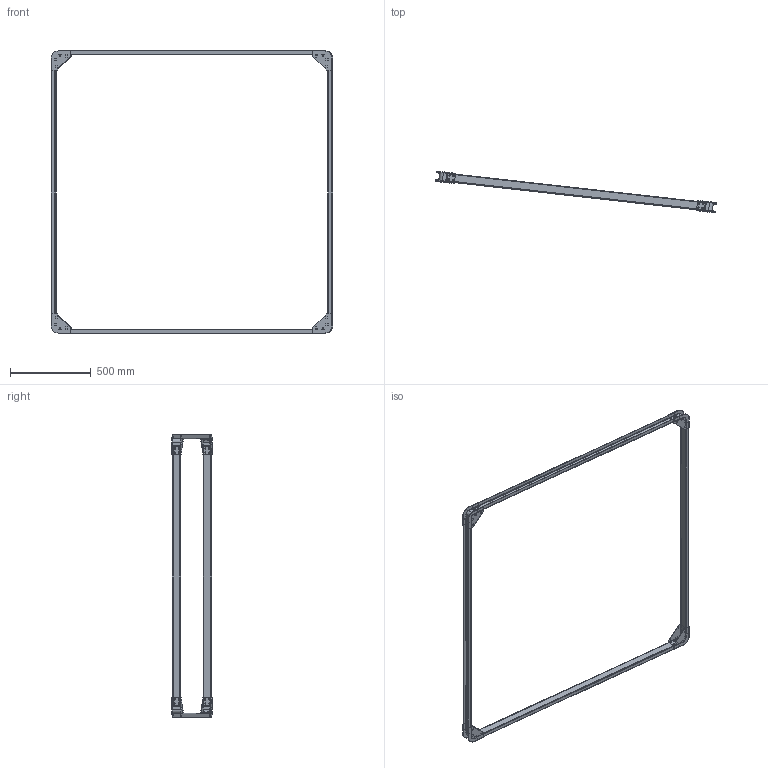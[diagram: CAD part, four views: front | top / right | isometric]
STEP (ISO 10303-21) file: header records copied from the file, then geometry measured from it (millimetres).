
FILE_DESCRIPTION(/* description */ ('Alibre Inc.'),/* implementation_level */ '2;1');
FILE_NAME(/* name */ 'export-D14673FC-9391-4E81-BD7F-DE587E53F5EE',/* time_stamp */ '2022-04-11T22:49:59+03:00',/* author */ (''),/* organization */ (''),/* preprocessor_version */ 'ST-DEVELOPER v17',/* originating_system */ 'Alibre',/* authorisation */ '');
FILE_SCHEMA (('CONFIG_CONTROL_DESIGN'));
Length unit declared in the file: millimetre
Bounding box: 1743.72 x 251.12 x 1748.4 mm (x, y, z)
Volume: 1811894.3 mm3; surface area: 1491922.2 mm2
Topology: 48 solids, 48 shells, 1184 faces, 2976 edges, 1888 vertices
Faces by surface type: plane 512, cylinder 480, torus 128, bspline 64
Full cylindrical faces by diameter (mm): 4.2 x64
Entity records: 6279 total; most frequent: CARTESIAN_POINT 976, ORIENTED_EDGE 876, DIRECTION 876, EDGE_CURVE 438, AXIS2_PLACEMENT_3D 337, VERTEX_POINT 301, VECTOR 298, LINE 298
